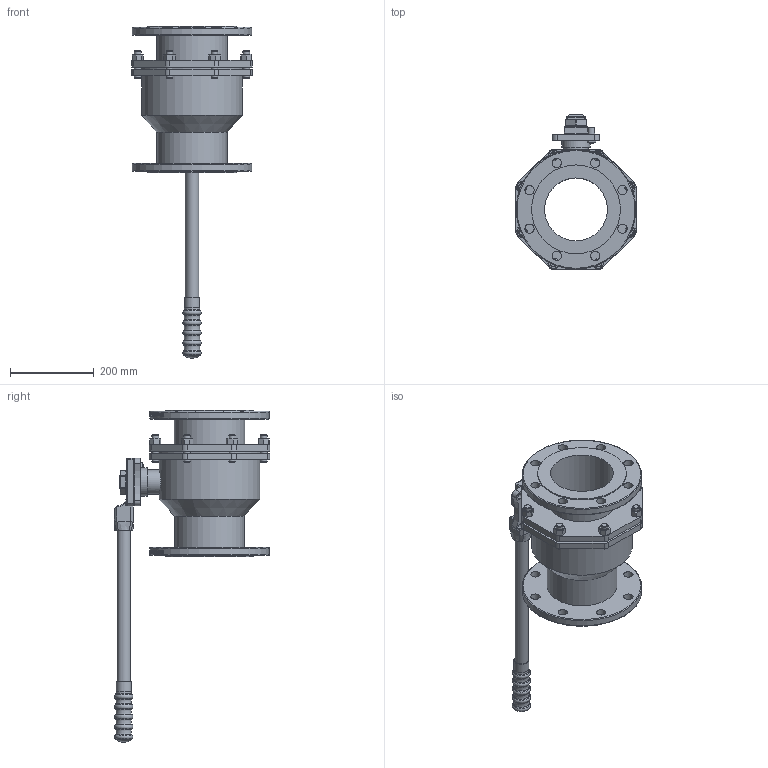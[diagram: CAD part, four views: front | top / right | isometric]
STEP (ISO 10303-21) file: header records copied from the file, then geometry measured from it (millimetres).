
FILE_DESCRIPTION(/* description */ ('765150'),/* implementation_level */ '2;1');
FILE_NAME(/* name */ '765150.stp',/* time_stamp */ '2017-06-23T10:36:47+02:00',/* author */ ('jmorand'),/* organization */ ('Sferaco'),/* preprocessor_version */ 'ST-DEVELOPER v16.5',/* originating_system */ 'Autodesk Inventor 2017',/* authorisation */ '');
FILE_SCHEMA (('CONFIG_CONTROL_DESIGN'));
Products named in the file (1): 765150_bd
Bounding box: 287 x 370.5 x 792 mm (x, y, z)
Volume: 8088305.8 mm3; surface area: 912054.6 mm2
Topology: 1 solids, 6 shells, 1499 faces, 3951 edges, 2605 vertices
Faces by surface type: plane 648, bspline 535, cylinder 246, cone 44, torus 26
Full cylindrical faces by diameter (mm): 10 x2, 12 x1, 14 x3, 16 x25, 17 x8, 22 x16, 27 x1, 32 x1, 33 x1, 34 x1, 36 x1, 50 x1, 58 x1, 68 x1, 76 x1, 150 x1, 167 x1, 168 x1, 212 x2, 240 x1, 260 x1, 285 x2
Entity records: 60334 total; most frequent: CARTESIAN_POINT 25608, ORIENTED_EDGE 7548, DIRECTION 5352, EDGE_CURVE 3774, VERTEX_POINT 2567, EDGE_LOOP 1851, AXIS2_PLACEMENT_3D 1785, LINE 1782
